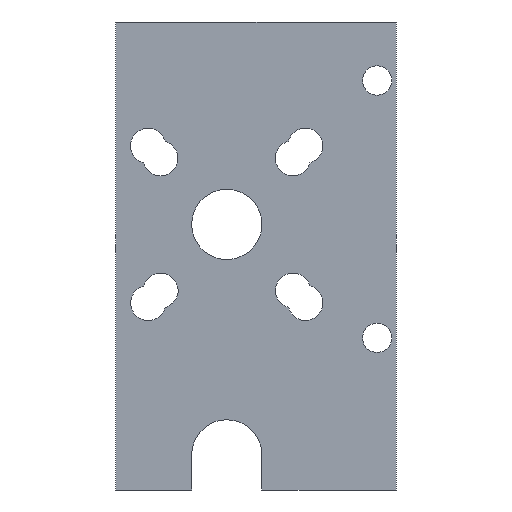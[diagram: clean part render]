
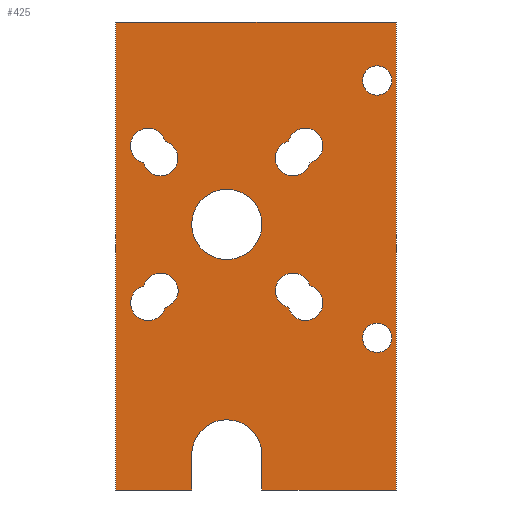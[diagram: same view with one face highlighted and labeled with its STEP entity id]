
A CAD part, left-side view. The second image highlights one B-rep face of the part: STEP entity #425.
In plain terms, the highlighted planar face has unit normal (-1, 0, 0).
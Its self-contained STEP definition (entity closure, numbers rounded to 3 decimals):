
#22=FACE_BOUND('',#87,.T.);
#23=FACE_BOUND('',#88,.T.);
#24=FACE_BOUND('',#89,.T.);
#25=FACE_BOUND('',#90,.T.);
#26=FACE_BOUND('',#91,.T.);
#27=FACE_BOUND('',#92,.T.);
#28=FACE_BOUND('',#93,.T.);
#37=PLANE('',#484);
#58=FACE_OUTER_BOUND('',#86,.T.);
#86=EDGE_LOOP('',(#374,#375,#376,#377,#378,#379,#380,#381));
#87=EDGE_LOOP('',(#382,#383));
#88=EDGE_LOOP('',(#384));
#89=EDGE_LOOP('',(#385,#386));
#90=EDGE_LOOP('',(#387));
#91=EDGE_LOOP('',(#388));
#92=EDGE_LOOP('',(#389,#390));
#93=EDGE_LOOP('',(#391,#392));
#105=LINE('',#680,#138);
#109=LINE('',#688,#142);
#112=LINE('',#694,#145);
#115=LINE('',#700,#148);
#119=LINE('',#712,#152);
#122=LINE('',#718,#155);
#125=LINE('',#723,#158);
#138=VECTOR('',#566,10.);
#142=VECTOR('',#572,10.);
#145=VECTOR('',#577,10.);
#148=VECTOR('',#582,10.);
#152=VECTOR('',#594,10.);
#155=VECTOR('',#599,10.);
#158=VECTOR('',#604,10.);
#160=CIRCLE('',#441,1.5);
#162=CIRCLE('',#444,1.5);
#164=CIRCLE('',#447,1.5);
#166=CIRCLE('',#450,1.5);
#169=CIRCLE('',#454,1.25);
#171=CIRCLE('',#457,1.25);
#172=CIRCLE('',#459,1.5);
#174=CIRCLE('',#462,1.5);
#177=CIRCLE('',#466,3.);
#178=CIRCLE('',#468,1.5);
#180=CIRCLE('',#471,1.5);
#182=CIRCLE('',#478,3.);
#184=VERTEX_POINT('',#612);
#185=VERTEX_POINT('',#613);
#188=VERTEX_POINT('',#624);
#189=VERTEX_POINT('',#625);
#193=VERTEX_POINT('',#638);
#195=VERTEX_POINT('',#644);
#196=VERTEX_POINT('',#648);
#197=VERTEX_POINT('',#649);
#201=VERTEX_POINT('',#662);
#202=VERTEX_POINT('',#666);
#203=VERTEX_POINT('',#667);
#206=VERTEX_POINT('',#678);
#207=VERTEX_POINT('',#679);
#210=VERTEX_POINT('',#687);
#212=VERTEX_POINT('',#693);
#214=VERTEX_POINT('',#699);
#216=VERTEX_POINT('',#705);
#218=VERTEX_POINT('',#711);
#220=VERTEX_POINT('',#717);
#222=EDGE_CURVE('',#184,#185,#160,.T.);
#226=EDGE_CURVE('',#185,#184,#162,.T.);
#228=EDGE_CURVE('',#188,#189,#164,.T.);
#232=EDGE_CURVE('',#189,#188,#166,.T.);
#236=EDGE_CURVE('',#193,#193,#169,.T.);
#239=EDGE_CURVE('',#195,#195,#171,.T.);
#240=EDGE_CURVE('',#196,#197,#172,.T.);
#244=EDGE_CURVE('',#197,#196,#174,.T.);
#248=EDGE_CURVE('',#201,#201,#177,.T.);
#249=EDGE_CURVE('',#202,#203,#178,.T.);
#253=EDGE_CURVE('',#203,#202,#180,.T.);
#255=EDGE_CURVE('',#206,#207,#105,.T.);
#259=EDGE_CURVE('',#210,#207,#109,.T.);
#262=EDGE_CURVE('',#212,#210,#112,.T.);
#265=EDGE_CURVE('',#214,#212,#115,.T.);
#268=EDGE_CURVE('',#214,#216,#182,.T.);
#271=EDGE_CURVE('',#218,#216,#119,.T.);
#274=EDGE_CURVE('',#220,#218,#122,.T.);
#277=EDGE_CURVE('',#206,#220,#125,.T.);
#374=ORIENTED_EDGE('',*,*,#277,.F.);
#375=ORIENTED_EDGE('',*,*,#255,.T.);
#376=ORIENTED_EDGE('',*,*,#259,.F.);
#377=ORIENTED_EDGE('',*,*,#262,.F.);
#378=ORIENTED_EDGE('',*,*,#265,.F.);
#379=ORIENTED_EDGE('',*,*,#268,.T.);
#380=ORIENTED_EDGE('',*,*,#271,.F.);
#381=ORIENTED_EDGE('',*,*,#274,.F.);
#382=ORIENTED_EDGE('',*,*,#253,.F.);
#383=ORIENTED_EDGE('',*,*,#249,.F.);
#384=ORIENTED_EDGE('',*,*,#248,.F.);
#385=ORIENTED_EDGE('',*,*,#244,.F.);
#386=ORIENTED_EDGE('',*,*,#240,.F.);
#387=ORIENTED_EDGE('',*,*,#239,.F.);
#388=ORIENTED_EDGE('',*,*,#236,.F.);
#389=ORIENTED_EDGE('',*,*,#232,.F.);
#390=ORIENTED_EDGE('',*,*,#228,.F.);
#391=ORIENTED_EDGE('',*,*,#226,.F.);
#392=ORIENTED_EDGE('',*,*,#222,.F.);
#425=ADVANCED_FACE('',(#58,#22,#23,#24,#25,#26,#27,#28),#37,.F.);
#441=AXIS2_PLACEMENT_3D('',#614,#489,#490);
#444=AXIS2_PLACEMENT_3D('',#621,#497,#498);
#447=AXIS2_PLACEMENT_3D('',#626,#503,#504);
#450=AXIS2_PLACEMENT_3D('',#633,#511,#512);
#454=AXIS2_PLACEMENT_3D('',#640,#520,#521);
#457=AXIS2_PLACEMENT_3D('',#646,#527,#528);
#459=AXIS2_PLACEMENT_3D('',#650,#531,#532);
#462=AXIS2_PLACEMENT_3D('',#657,#539,#540);
#466=AXIS2_PLACEMENT_3D('',#664,#548,#549);
#468=AXIS2_PLACEMENT_3D('',#668,#552,#553);
#471=AXIS2_PLACEMENT_3D('',#675,#560,#561);
#478=AXIS2_PLACEMENT_3D('',#706,#587,#588);
#484=AXIS2_PLACEMENT_3D('',#726,#608,#609);
#489=DIRECTION('center_axis',(-1.,0.,0.));
#490=DIRECTION('ref_axis',(0.,0.,-1.));
#497=DIRECTION('center_axis',(-1.,0.,0.));
#498=DIRECTION('ref_axis',(0.,0.,-1.));
#503=DIRECTION('center_axis',(-1.,0.,0.));
#504=DIRECTION('ref_axis',(0.,0.,-1.));
#511=DIRECTION('center_axis',(-1.,0.,0.));
#512=DIRECTION('ref_axis',(0.,0.,-1.));
#520=DIRECTION('center_axis',(-1.,0.,0.));
#521=DIRECTION('ref_axis',(0.,0.,-1.));
#527=DIRECTION('center_axis',(-1.,0.,0.));
#528=DIRECTION('ref_axis',(0.,0.,-1.));
#531=DIRECTION('center_axis',(-1.,0.,0.));
#532=DIRECTION('ref_axis',(0.,0.,-1.));
#539=DIRECTION('center_axis',(-1.,0.,0.));
#540=DIRECTION('ref_axis',(0.,0.,-1.));
#548=DIRECTION('center_axis',(-1.,0.,0.));
#549=DIRECTION('ref_axis',(0.,0.,-1.));
#552=DIRECTION('center_axis',(-1.,0.,0.));
#553=DIRECTION('ref_axis',(0.,0.,-1.));
#560=DIRECTION('center_axis',(-1.,0.,0.));
#561=DIRECTION('ref_axis',(0.,0.,-1.));
#566=DIRECTION('',(0.,1.,0.));
#572=DIRECTION('',(0.,0.,1.));
#577=DIRECTION('',(0.,1.,0.));
#582=DIRECTION('',(0.,0.,-1.));
#587=DIRECTION('center_axis',(1.,0.,0.));
#588=DIRECTION('ref_axis',(0.,0.,-1.));
#594=DIRECTION('',(0.,0.,1.));
#599=DIRECTION('',(0.,1.,0.));
#604=DIRECTION('',(0.,0.,-1.));
#608=DIRECTION('center_axis',(1.,0.,0.));
#609=DIRECTION('ref_axis',(0.,0.,-1.));
#612=CARTESIAN_POINT('',(0.,7.388,-22.56));
#613=CARTESIAN_POINT('',(0.,9.223,-24.399));
#614=CARTESIAN_POINT('Origin',(0.,8.836,-22.95));
#621=CARTESIAN_POINT('Origin',(0.,7.775,-24.01));
#624=CARTESIAN_POINT('',(0.,19.769,-24.406));
#625=CARTESIAN_POINT('',(0.,21.606,-22.569));
#626=CARTESIAN_POINT('Origin',(0.,20.157,-22.957));
#633=CARTESIAN_POINT('Origin',(0.,21.218,-24.018));
#638=CARTESIAN_POINT('',(0.,1.65,-25.75));
#640=CARTESIAN_POINT('Origin',(0.,1.65,-27.));
#644=CARTESIAN_POINT('',(0.,1.65,-3.75));
#646=CARTESIAN_POINT('Origin',(0.,1.65,-5.));
#648=CARTESIAN_POINT('',(0.,7.394,-12.031));
#649=CARTESIAN_POINT('',(0.,9.231,-10.194));
#650=CARTESIAN_POINT('Origin',(0.,7.782,-10.582));
#657=CARTESIAN_POINT('Origin',(0.,8.843,-11.643));
#662=CARTESIAN_POINT('',(0.,14.5,-14.3));
#664=CARTESIAN_POINT('Origin',(0.,14.5,-17.3));
#666=CARTESIAN_POINT('',(0.,19.777,-10.201));
#667=CARTESIAN_POINT('',(0.,21.612,-12.04));
#668=CARTESIAN_POINT('Origin',(0.,21.225,-10.59));
#675=CARTESIAN_POINT('Origin',(0.,20.164,-11.65));
#678=CARTESIAN_POINT('',(0.,0.,0.));
#679=CARTESIAN_POINT('',(0.,24.,0.));
#680=CARTESIAN_POINT('',(0.,0.,0.));
#687=CARTESIAN_POINT('',(0.,24.,-40.));
#688=CARTESIAN_POINT('',(0.,24.,-40.));
#693=CARTESIAN_POINT('',(0.,17.5,-40.));
#694=CARTESIAN_POINT('',(0.,0.,-40.));
#699=CARTESIAN_POINT('',(0.,17.5,-37.));
#700=CARTESIAN_POINT('',(0.,17.5,-37.));
#705=CARTESIAN_POINT('',(0.,11.5,-37.));
#706=CARTESIAN_POINT('Origin',(0.,14.5,-37.));
#711=CARTESIAN_POINT('',(0.,11.5,-40.));
#712=CARTESIAN_POINT('',(0.,11.5,-40.));
#717=CARTESIAN_POINT('',(0.,0.,-40.));
#718=CARTESIAN_POINT('',(0.,0.,-40.));
#723=CARTESIAN_POINT('',(0.,0.,0.));
#726=CARTESIAN_POINT('Origin',(0.,12.,-20.));
